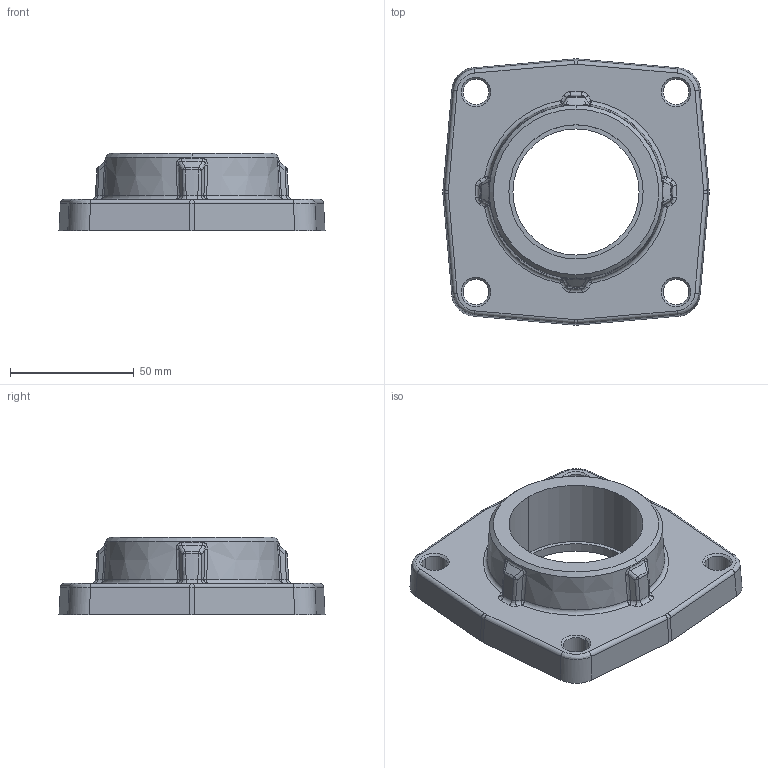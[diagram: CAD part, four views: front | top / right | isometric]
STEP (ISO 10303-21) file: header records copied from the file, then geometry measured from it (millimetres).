
FILE_DESCRIPTION((''),'2;1');
FILE_NAME('B17361','2017-07-18T',('sobrien2'),(''),'CREO PARAMETRIC BY PTC INC, 2015290','CREO PARAMETRIC BY PTC INC, 2015290','');
FILE_SCHEMA(('CONFIG_CONTROL_DESIGN'));
Length unit declared in the file: inch
Products named in the file (1): B17361
Bounding box: 107.47 x 107.47 x 31.37 mm (x, y, z)
Volume: 132049 mm3; surface area: 31425.1 mm2
Topology: 1 solids, 1 shells, 164 faces, 366 edges, 206 vertices
Faces by surface type: bspline 48, cylinder 36, cone 28, plane 20, sphere 16, torus 16
Entity records: 6452 total; most frequent: CARTESIAN_POINT 3128, ORIENTED_EDGE 732, DIRECTION 620, EDGE_CURVE 366, AXIS2_PLACEMENT_3D 266, VERTEX_POINT 206, EDGE_LOOP 176, FACE_OUTER_BOUND 164
